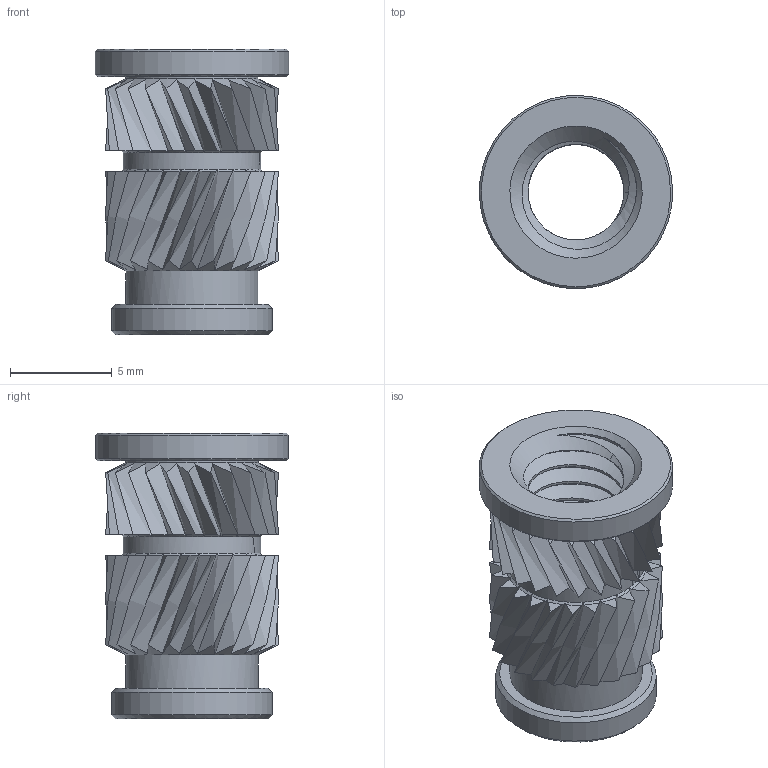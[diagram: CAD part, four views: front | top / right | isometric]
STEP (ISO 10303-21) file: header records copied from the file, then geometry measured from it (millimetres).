
FILE_DESCRIPTION(/* description */ (''),/* implementation_level */ '2;1');
FILE_NAME(/* name */ 'flanged insert M6 D9.5 H12.7',/* time_stamp */ '2022-07-06T12:28:35+02:00',/* author */ (''),/* organization */ (''),/* preprocessor_version */ 'ST-DEVELOPER v16.5',/* originating_system */ '',/* authorisation */ '');
FILE_SCHEMA (('AUTOMOTIVE_DESIGN'));
Length unit declared in the file: millimetre
Products named in the file (1): Document
Bounding box: 9.5 x 9.49 x 14.05 mm (x, y, z)
Surface area: 1095.1 mm2 (no closed solid volume)
Topology: 0 solids, 1 shells, 272 faces, 792 edges, 476 vertices
Faces by surface type: bspline 220, plane 52
Entity records: 18072 total; most frequent: CARTESIAN_POINT 13704, ORIENTED_EDGE 1486, EDGE_CURVE 791, B_SPLINE_CURVE_WITH_KNOTS 508, VERTEX_POINT 476, EDGE_LOOP 275, ADVANCED_FACE 271, FACE_OUTER_BOUND 271
